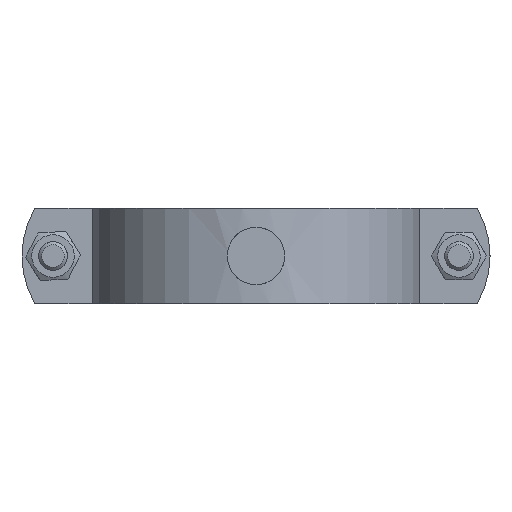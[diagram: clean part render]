
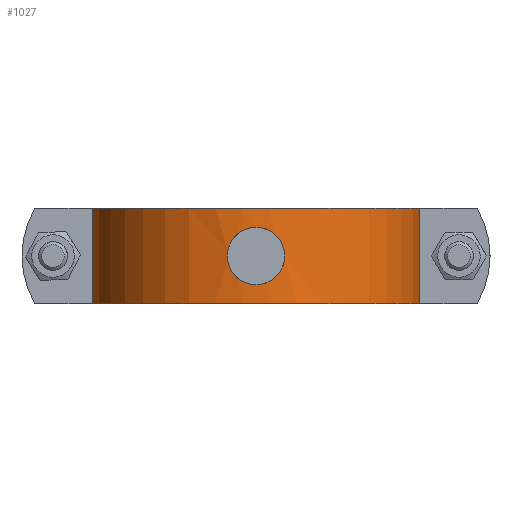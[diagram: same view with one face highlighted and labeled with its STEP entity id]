
A CAD part, front view. The second image highlights one B-rep face of the part: STEP entity #1027.
In plain terms, the highlighted cylindrical face has radius 34.75 mm (diameter 69.5 mm), a partial arc.
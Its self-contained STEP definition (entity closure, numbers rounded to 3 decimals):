
#588=CARTESIAN_POINT('',(6.,34.228,0.));
#589=VERTEX_POINT('',#588);
#590=CARTESIAN_POINT('',(6.,34.228,0.0));
#591=CARTESIAN_POINT('',(6.,34.228,0.634));
#592=CARTESIAN_POINT('',(5.895,34.247,1.303));
#593=CARTESIAN_POINT('',(5.678,34.283,1.939));
#594=CARTESIAN_POINT('',(5.457,34.32,2.586));
#595=CARTESIAN_POINT('',(5.12,34.373,3.199));
#596=CARTESIAN_POINT('',(4.707,34.43,3.721));
#597=CARTESIAN_POINT('',(4.545,34.452,3.926));
#598=CARTESIAN_POINT('',(4.372,34.474,4.117));
#599=CARTESIAN_POINT('',(4.191,34.496,4.294));
#600=CARTESIAN_POINT('',(3.719,34.554,4.755));
#601=CARTESIAN_POINT('',(3.14,34.614,5.16));
#602=CARTESIAN_POINT('',(2.506,34.66,5.451));
#603=CARTESIAN_POINT('',(1.895,34.704,5.733));
#604=CARTESIAN_POINT('',(1.23,34.734,5.909));
#605=CARTESIAN_POINT('',(0.58,34.745,5.972));
#606=CARTESIAN_POINT('',(0.207,34.751,6.008));
#607=CARTESIAN_POINT('',(-0.155,34.752,6.01));
#608=CARTESIAN_POINT('',(-0.527,34.746,5.977));
#609=CARTESIAN_POINT('',(-1.184,34.736,5.919));
#610=CARTESIAN_POINT('',(-1.856,34.706,5.746));
#611=CARTESIAN_POINT('',(-2.476,34.662,5.465));
#612=CARTESIAN_POINT('',(-3.085,34.618,5.189));
#613=CARTESIAN_POINT('',(-3.644,34.562,4.809));
#614=CARTESIAN_POINT('',(-4.107,34.506,4.374));
#615=CARTESIAN_POINT('',(-4.284,34.485,4.208));
#616=CARTESIAN_POINT('',(-4.448,34.464,4.034));
#617=CARTESIAN_POINT('',(-4.606,34.443,3.845));
#618=CARTESIAN_POINT('',(-5.03,34.387,3.337));
#619=CARTESIAN_POINT('',(-5.383,34.331,2.736));
#620=CARTESIAN_POINT('',(-5.622,34.292,2.095));
#621=CARTESIAN_POINT('',(-5.804,34.262,1.607));
#622=CARTESIAN_POINT('',(-5.921,34.242,1.096));
#623=CARTESIAN_POINT('',(-5.971,34.233,0.593));
#624=CARTESIAN_POINT('',(-6.008,34.227,0.22));
#625=CARTESIAN_POINT('',(-6.01,34.226,-0.142));
#626=CARTESIAN_POINT('',(-5.978,34.232,-0.514));
#627=CARTESIAN_POINT('',(-5.922,34.242,-1.167));
#628=CARTESIAN_POINT('',(-5.752,34.272,-1.836));
#629=CARTESIAN_POINT('',(-5.476,34.316,-2.453));
#630=CARTESIAN_POINT('',(-5.199,34.36,-3.071));
#631=CARTESIAN_POINT('',(-4.815,34.418,-3.638));
#632=CARTESIAN_POINT('',(-4.374,34.474,-4.107));
#633=CARTESIAN_POINT('',(-4.21,34.494,-4.282));
#634=CARTESIAN_POINT('',(-4.038,34.515,-4.445));
#635=CARTESIAN_POINT('',(-3.851,34.536,-4.601));
#636=CARTESIAN_POINT('',(-3.346,34.592,-5.024));
#637=CARTESIAN_POINT('',(-2.748,34.647,-5.377));
#638=CARTESIAN_POINT('',(-2.111,34.686,-5.617));
#639=CARTESIAN_POINT('',(-1.566,34.719,-5.821));
#640=CARTESIAN_POINT('',(-0.991,34.74,-5.944));
#641=CARTESIAN_POINT('',(-0.431,34.747,-5.984));
#642=CARTESIAN_POINT('',(-0.112,34.751,-6.007));
#643=CARTESIAN_POINT('',(0.198,34.751,-6.005));
#644=CARTESIAN_POINT('',(0.518,34.746,-5.978));
#645=CARTESIAN_POINT('',(1.17,34.736,-5.921));
#646=CARTESIAN_POINT('',(1.838,34.707,-5.751));
#647=CARTESIAN_POINT('',(2.455,34.663,-5.475));
#648=CARTESIAN_POINT('',(2.837,34.636,-5.303));
#649=CARTESIAN_POINT('',(3.201,34.604,-5.091));
#650=CARTESIAN_POINT('',(3.534,34.57,-4.849));
#651=CARTESIAN_POINT('',(3.77,34.546,-4.676));
#652=CARTESIAN_POINT('',(3.991,34.521,-4.489));
#653=CARTESIAN_POINT('',(4.193,34.496,-4.292));
#654=CARTESIAN_POINT('',(4.377,34.474,-4.112));
#655=CARTESIAN_POINT('',(4.55,34.451,-3.92));
#656=CARTESIAN_POINT('',(4.714,34.429,-3.712));
#657=CARTESIAN_POINT('',(5.123,34.373,-3.192));
#658=CARTESIAN_POINT('',(5.457,34.319,-2.584));
#659=CARTESIAN_POINT('',(5.677,34.283,-1.941));
#660=CARTESIAN_POINT('',(5.895,34.247,-1.305));
#661=CARTESIAN_POINT('',(6.,34.228,-0.635));
#662=CARTESIAN_POINT('',(6.,34.228,0.));
#663=B_SPLINE_CURVE_WITH_KNOTS('',3,(#590,#591,#592,#593,#594,#595,#596,#597,#598,#599,#600,#601,#602,#603,#604,#605,#606,#607,#608,#609,#610,#611,#612,#613,#614,#615,#616,#617,#618,#619,#620,#621,#622,#623,#624,#625,#626,#627,#628,#629,#630,#631,#632,#633,#634,#635,#636,#637,#638,#639,#640,#641,#642,#643,#644,#645,#646,#647,#648,#649,#650,#651,#652,#653,#654,#655,#656,#657,#658,#659,#660,#661,#662),.UNSPECIFIED.,.T.,.U.,(4,3,3,3,3,3,3,3,3,3,3,3,3,3,3,3,3,3,3,3,3,3,3,3,4),(0.0,0.19,0.384,0.46,0.658,0.849,0.958,1.151,1.34,1.412,1.606,1.754,1.863,2.054,2.246,2.318,2.511,2.675,2.769,2.961,3.079,3.164,3.241,3.434,3.624),.UNSPECIFIED.);
#664=EDGE_CURVE('',#589,#589,#663,.T.);
#845=CARTESIAN_POINT('',(34.312,5.5,10.0));
#846=VERTEX_POINT('',#845);
#853=CARTESIAN_POINT('',(-34.312,5.5,10.0));
#854=VERTEX_POINT('',#853);
#855=CARTESIAN_POINT('',(0.0,0.0,10.0));
#856=DIRECTION('',(0.0,0.0,-1.));
#857=DIRECTION('',(-0.987,-0.158,0.0));
#858=AXIS2_PLACEMENT_3D('',#855,#856,#857);
#859=CIRCLE('',#858,34.75);
#860=EDGE_CURVE('',#854,#846,#859,.T.);
#900=CARTESIAN_POINT('',(34.312,5.5,-10.0));
#901=VERTEX_POINT('',#900);
#908=CARTESIAN_POINT('',(34.312,5.5,10.0));
#909=DIRECTION('',(0.0,0.0,-1.0));
#910=VECTOR('',#909,20.0);
#911=LINE('',#908,#910);
#912=EDGE_CURVE('',#846,#901,#911,.T.);
#989=CARTESIAN_POINT('',(-34.312,5.5,-10.0));
#990=VERTEX_POINT('',#989);
#997=CARTESIAN_POINT('',(0.0,0.0,-10.0));
#998=DIRECTION('',(0.0,0.0,1.));
#999=DIRECTION('',(-0.987,-0.158,0.0));
#1000=AXIS2_PLACEMENT_3D('',#997,#998,#999);
#1001=CIRCLE('',#1000,34.75);
#1002=EDGE_CURVE('',#901,#990,#1001,.T.);
#1008=CARTESIAN_POINT('',(0.0,0.0,0.0));
#1009=DIRECTION('',(0.0,0.0,1.0));
#1010=DIRECTION('',(-0.987,-0.158,0.0));
#1011=AXIS2_PLACEMENT_3D('',#1008,#1009,#1010);
#1012=CYLINDRICAL_SURFACE('',#1011,34.75);
#1013=ORIENTED_EDGE('',*,*,#860,.T.);
#1014=ORIENTED_EDGE('',*,*,#912,.T.);
#1015=ORIENTED_EDGE('',*,*,#1002,.T.);
#1016=CARTESIAN_POINT('',(-34.312,5.5,10.0));
#1017=DIRECTION('',(0.0,0.0,-1.0));
#1018=VECTOR('',#1017,20.0);
#1019=LINE('',#1016,#1018);
#1020=EDGE_CURVE('',#854,#990,#1019,.T.);
#1021=ORIENTED_EDGE('',*,*,#1020,.F.);
#1022=EDGE_LOOP('',(#1013,#1014,#1015,#1021));
#1023=FACE_OUTER_BOUND('',#1022,.T.);
#1024=ORIENTED_EDGE('',*,*,#664,.T.);
#1025=EDGE_LOOP('',(#1024));
#1026=FACE_BOUND('',#1025,.T.);
#1027=ADVANCED_FACE('',(#1023,#1026),#1012,.T.);
